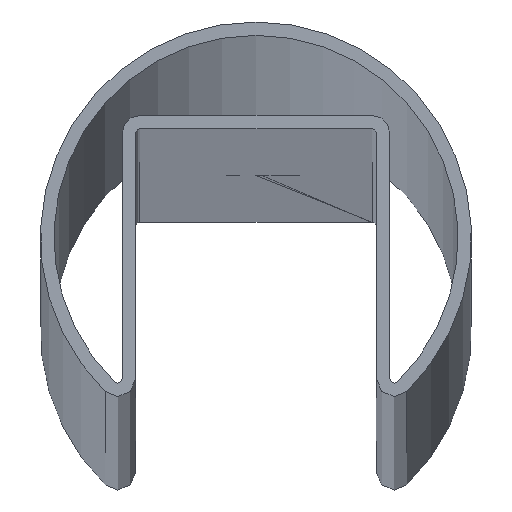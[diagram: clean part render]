
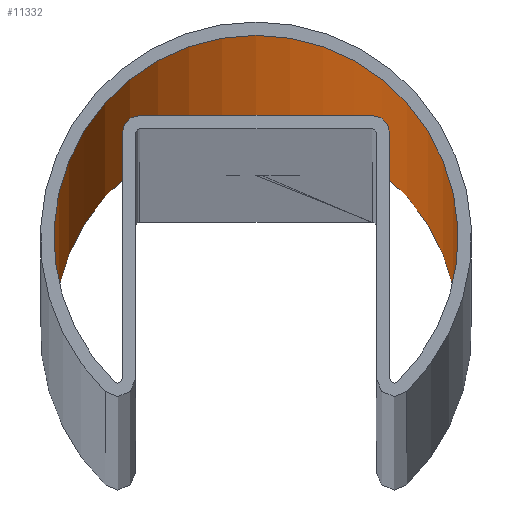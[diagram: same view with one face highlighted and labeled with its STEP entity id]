
A CAD part, top view. The second image highlights one B-rep face of the part: STEP entity #11332.
In plain terms, the highlighted cylindrical face has radius 22.65 mm (diameter 45.3 mm), a partial arc.
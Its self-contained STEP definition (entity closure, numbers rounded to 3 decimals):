
#64 = EDGE_CURVE ( 'NONE', #3049, #1505, #11960, .T. ) ;
#186 = FACE_OUTER_BOUND ( 'NONE', #3984, .T. ) ;
#283 = AXIS2_PLACEMENT_3D ( 'NONE', #3832, #10541, #11540 ) ;
#1505 = VERTEX_POINT ( 'NONE', #11572 ) ;
#1973 = DIRECTION ( 'NONE',  ( 1., 0., 0. ) ) ;
#2316 = EDGE_CURVE ( 'NONE', #6986, #1505, #3385, .T. ) ;
#2415 = ORIENTED_EDGE ( 'NONE', *, *, #11924, .T. ) ;
#2528 = DIRECTION ( 'NONE',  ( 0., 0., 1. ) ) ;
#3049 = VERTEX_POINT ( 'NONE', #4842 ) ;
#3265 = CYLINDRICAL_SURFACE ( 'NONE', #283, 22.65 ) ;
#3385 = LINE ( 'NONE', #6348, #11731 ) ;
#3488 = AXIS2_PLACEMENT_3D ( 'NONE', #4834, #2528, #7026 ) ;
#3832 = CARTESIAN_POINT ( 'NONE',  ( 0., 16.971, -3000. ) ) ;
#3984 = EDGE_LOOP ( 'NONE', ( #9717, #8563, #4835, #2415 ) ) ;
#4022 = DIRECTION ( 'NONE',  ( 0., 0., 1. ) ) ;
#4834 = CARTESIAN_POINT ( 'NONE',  ( 0., 16.971, -3000. ) ) ;
#4835 = ORIENTED_EDGE ( 'NONE', *, *, #11213, .F. ) ;
#4842 = CARTESIAN_POINT ( 'NONE',  ( 15.85, 0.791, 3000. ) ) ;
#5931 = CARTESIAN_POINT ( 'NONE',  ( -15.85, 0.791, -3000. ) ) ;
#6348 = CARTESIAN_POINT ( 'NONE',  ( -15.85, 0.791, -3000. ) ) ;
#6986 = VERTEX_POINT ( 'NONE', #5931 ) ;
#7026 = DIRECTION ( 'NONE',  ( 1., 0., 0. ) ) ;
#7057 = VERTEX_POINT ( 'NONE', #11216 ) ;
#7393 = LINE ( 'NONE', #12321, #8579 ) ;
#7970 = DIRECTION ( 'NONE',  ( 0., 0., 1. ) ) ;
#8444 = AXIS2_PLACEMENT_3D ( 'NONE', #11493, #4022, #1973 ) ;
#8563 = ORIENTED_EDGE ( 'NONE', *, *, #2316, .F. ) ;
#8579 = VECTOR ( 'NONE', #7970, 1000. ) ;
#9658 = DIRECTION ( 'NONE',  ( 0., 0., 1. ) ) ;
#9717 = ORIENTED_EDGE ( 'NONE', *, *, #64, .T. ) ;
#10285 = CIRCLE ( 'NONE', #3488, 22.65 ) ;
#10541 = DIRECTION ( 'NONE',  ( 0., 0., 1. ) ) ;
#11213 = EDGE_CURVE ( 'NONE', #7057, #6986, #10285, .T. ) ;
#11216 = CARTESIAN_POINT ( 'NONE',  ( 15.85, 0.791, -3000. ) ) ;
#11332 = ADVANCED_FACE ( 'NONE', ( #186 ), #3265, .F. ) ;
#11493 = CARTESIAN_POINT ( 'NONE',  ( 0., 16.971, 3000. ) ) ;
#11540 = DIRECTION ( 'NONE',  ( 1., 0., 0. ) ) ;
#11572 = CARTESIAN_POINT ( 'NONE',  ( -15.85, 0.791, 3000. ) ) ;
#11731 = VECTOR ( 'NONE', #9658, 1000. ) ;
#11924 = EDGE_CURVE ( 'NONE', #7057, #3049, #7393, .T. ) ;
#11960 = CIRCLE ( 'NONE', #8444, 22.65 ) ;
#12321 = CARTESIAN_POINT ( 'NONE',  ( 15.85, 0.791, -3000. ) ) ;
